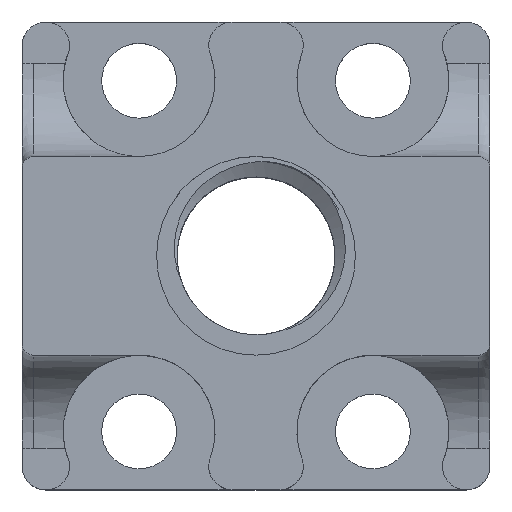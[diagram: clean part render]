
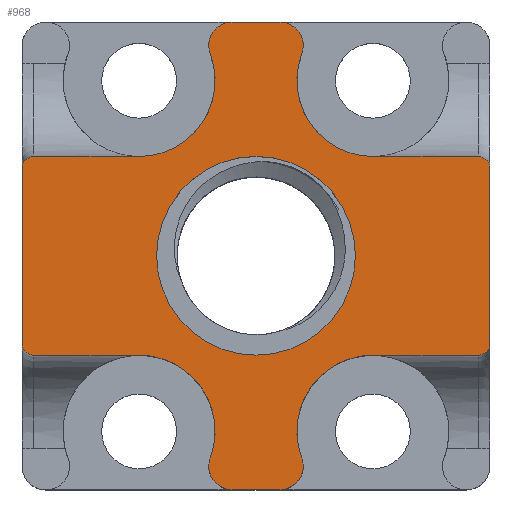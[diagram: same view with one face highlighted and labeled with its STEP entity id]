
A CAD part, top view. The second image highlights one B-rep face of the part: STEP entity #968.
In plain terms, the highlighted planar face has unit normal (0, 0, 1).
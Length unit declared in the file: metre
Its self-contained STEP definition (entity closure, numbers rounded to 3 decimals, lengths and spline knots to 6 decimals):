
#61=CIRCLE('',#1038,0.00425);
#62=CIRCLE('',#1039,0.0005);
#63=CIRCLE('',#1040,0.00325);
#64=CIRCLE('',#1041,0.001);
#65=CIRCLE('',#1042,0.001);
#66=CIRCLE('',#1043,0.00325);
#67=CIRCLE('',#1044,0.0005);
#68=CIRCLE('',#1045,0.0005);
#69=CIRCLE('',#1046,0.00325);
#70=CIRCLE('',#1047,0.001);
#71=CIRCLE('',#1048,0.001);
#72=CIRCLE('',#1049,0.00325);
#73=CIRCLE('',#1050,0.0005);
#151=ORIENTED_EDGE('',*,*,#443,.F.);
#152=ORIENTED_EDGE('',*,*,#437,.F.);
#153=ORIENTED_EDGE('',*,*,#444,.T.);
#154=ORIENTED_EDGE('',*,*,#445,.F.);
#155=ORIENTED_EDGE('',*,*,#446,.T.);
#156=ORIENTED_EDGE('',*,*,#447,.T.);
#157=ORIENTED_EDGE('',*,*,#448,.F.);
#158=ORIENTED_EDGE('',*,*,#449,.T.);
#159=ORIENTED_EDGE('',*,*,#450,.T.);
#160=ORIENTED_EDGE('',*,*,#451,.T.);
#161=ORIENTED_EDGE('',*,*,#452,.T.);
#162=ORIENTED_EDGE('',*,*,#427,.T.);
#163=ORIENTED_EDGE('',*,*,#453,.T.);
#164=ORIENTED_EDGE('',*,*,#454,.F.);
#165=ORIENTED_EDGE('',*,*,#455,.T.);
#166=ORIENTED_EDGE('',*,*,#456,.T.);
#167=ORIENTED_EDGE('',*,*,#457,.T.);
#168=ORIENTED_EDGE('',*,*,#458,.T.);
#169=ORIENTED_EDGE('',*,*,#459,.T.);
#170=ORIENTED_EDGE('',*,*,#460,.T.);
#171=ORIENTED_EDGE('',*,*,#461,.T.);
#427=EDGE_CURVE('',#573,#574,#675,.T.);
#437=EDGE_CURVE('',#583,#584,#682,.T.);
#443=EDGE_CURVE('',#589,#589,#61,.T.);
#444=EDGE_CURVE('',#583,#590,#62,.T.);
#445=EDGE_CURVE('',#591,#590,#687,.T.);
#446=EDGE_CURVE('',#591,#592,#63,.T.);
#447=EDGE_CURVE('',#592,#593,#64,.T.);
#448=EDGE_CURVE('',#594,#593,#688,.T.);
#449=EDGE_CURVE('',#594,#595,#65,.T.);
#450=EDGE_CURVE('',#595,#596,#66,.T.);
#451=EDGE_CURVE('',#596,#597,#689,.T.);
#452=EDGE_CURVE('',#597,#573,#67,.T.);
#453=EDGE_CURVE('',#574,#598,#68,.T.);
#454=EDGE_CURVE('',#599,#598,#690,.T.);
#455=EDGE_CURVE('',#599,#600,#69,.T.);
#456=EDGE_CURVE('',#600,#601,#70,.T.);
#457=EDGE_CURVE('',#601,#602,#691,.T.);
#458=EDGE_CURVE('',#602,#603,#71,.T.);
#459=EDGE_CURVE('',#603,#604,#72,.T.);
#460=EDGE_CURVE('',#604,#605,#692,.T.);
#461=EDGE_CURVE('',#605,#584,#73,.T.);
#573=VERTEX_POINT('',#1463);
#574=VERTEX_POINT('',#1464);
#583=VERTEX_POINT('',#1498);
#584=VERTEX_POINT('',#1500);
#589=VERTEX_POINT('',#1517);
#590=VERTEX_POINT('',#1519);
#591=VERTEX_POINT('',#1521);
#592=VERTEX_POINT('',#1523);
#593=VERTEX_POINT('',#1525);
#594=VERTEX_POINT('',#1527);
#595=VERTEX_POINT('',#1529);
#596=VERTEX_POINT('',#1531);
#597=VERTEX_POINT('',#1533);
#598=VERTEX_POINT('',#1536);
#599=VERTEX_POINT('',#1538);
#600=VERTEX_POINT('',#1540);
#601=VERTEX_POINT('',#1542);
#602=VERTEX_POINT('',#1544);
#603=VERTEX_POINT('',#1546);
#604=VERTEX_POINT('',#1548);
#605=VERTEX_POINT('',#1550);
#675=LINE('',#1462,#735);
#682=LINE('',#1499,#742);
#687=LINE('',#1520,#747);
#688=LINE('',#1526,#748);
#689=LINE('',#1532,#749);
#690=LINE('',#1537,#750);
#691=LINE('',#1543,#751);
#692=LINE('',#1549,#752);
#735=VECTOR('',#1160,1.);
#742=VECTOR('',#1169,1.);
#747=VECTOR('',#1180,1.);
#748=VECTOR('',#1185,1.);
#749=VECTOR('',#1190,1.);
#750=VECTOR('',#1195,1.);
#751=VECTOR('',#1200,1.);
#752=VECTOR('',#1205,1.);
#797=EDGE_LOOP('',(#151));
#798=EDGE_LOOP('',(#152,#153,#154,#155,#156,#157,#158,#159,#160,#161,#162,
#163,#164,#165,#166,#167,#168,#169,#170,#171));
#873=FACE_BOUND('',#797,.T.);
#874=FACE_BOUND('',#798,.T.);
#949=PLANE('',#1037);
#968=ADVANCED_FACE('',(#873,#874),#949,.T.);
#1037=AXIS2_PLACEMENT_3D('',#1515,#1174,#1175);
#1038=AXIS2_PLACEMENT_3D('',#1516,#1176,#1177);
#1039=AXIS2_PLACEMENT_3D('',#1518,#1178,#1179);
#1040=AXIS2_PLACEMENT_3D('',#1522,#1181,#1182);
#1041=AXIS2_PLACEMENT_3D('',#1524,#1183,#1184);
#1042=AXIS2_PLACEMENT_3D('',#1528,#1186,#1187);
#1043=AXIS2_PLACEMENT_3D('',#1530,#1188,#1189);
#1044=AXIS2_PLACEMENT_3D('',#1534,#1191,#1192);
#1045=AXIS2_PLACEMENT_3D('',#1535,#1193,#1194);
#1046=AXIS2_PLACEMENT_3D('',#1539,#1196,#1197);
#1047=AXIS2_PLACEMENT_3D('',#1541,#1198,#1199);
#1048=AXIS2_PLACEMENT_3D('',#1545,#1201,#1202);
#1049=AXIS2_PLACEMENT_3D('',#1547,#1203,#1204);
#1050=AXIS2_PLACEMENT_3D('',#1551,#1206,#1207);
#1160=DIRECTION('',(0.,-1.,0.));
#1169=DIRECTION('',(0.,-1.,0.));
#1174=DIRECTION('',(0.,0.,1.));
#1175=DIRECTION('',(1.,0.,0.));
#1176=DIRECTION('',(0.,0.,1.));
#1177=DIRECTION('',(1.,0.,0.));
#1178=DIRECTION('',(0.,0.,1.));
#1179=DIRECTION('',(1.,0.,0.));
#1180=DIRECTION('',(1.,0.,0.));
#1181=DIRECTION('',(0.,0.,-1.));
#1182=DIRECTION('',(-1.,0.,0.));
#1183=DIRECTION('',(0.,0.,1.));
#1184=DIRECTION('',(1.,0.,0.));
#1185=DIRECTION('',(1.,0.,0.));
#1186=DIRECTION('',(0.,0.,1.));
#1187=DIRECTION('',(1.,0.,0.));
#1188=DIRECTION('',(0.,0.,-1.));
#1189=DIRECTION('',(-1.,0.,0.));
#1190=DIRECTION('',(-1.,0.,0.));
#1191=DIRECTION('',(0.,0.,1.));
#1192=DIRECTION('',(1.,0.,0.));
#1193=DIRECTION('',(0.,0.,1.));
#1194=DIRECTION('',(1.,0.,0.));
#1195=DIRECTION('',(-1.,0.,0.));
#1196=DIRECTION('',(0.,0.,-1.));
#1197=DIRECTION('',(-1.,0.,0.));
#1198=DIRECTION('',(0.,0.,1.));
#1199=DIRECTION('',(1.,0.,0.));
#1200=DIRECTION('',(1.,0.,0.));
#1201=DIRECTION('',(0.,0.,1.));
#1202=DIRECTION('',(1.,0.,0.));
#1203=DIRECTION('',(0.,0.,-1.));
#1204=DIRECTION('',(-1.,0.,0.));
#1205=DIRECTION('',(1.,0.,0.));
#1206=DIRECTION('',(0.,0.,1.));
#1207=DIRECTION('',(1.,0.,0.));
#1462=CARTESIAN_POINT('',(-0.008204,-0.01092,0.01));
#1463=CARTESIAN_POINT('',(-0.008204,-0.00717,0.01));
#1464=CARTESIAN_POINT('',(-0.008204,-0.01467,0.01));
#1498=CARTESIAN_POINT('',(0.011796,-0.00717,0.01));
#1499=CARTESIAN_POINT('',(0.011796,-0.01092,0.01));
#1500=CARTESIAN_POINT('',(0.011796,-0.01467,0.01));
#1515=CARTESIAN_POINT('',(0.001796,-0.01092,0.01));
#1516=CARTESIAN_POINT('',(0.001796,-0.01092,0.01));
#1517=CARTESIAN_POINT('',(0.006046,-0.01092,0.01));
#1518=CARTESIAN_POINT('',(0.011296,-0.00717,0.01));
#1519=CARTESIAN_POINT('',(0.011296,-0.00667,0.01));
#1520=CARTESIAN_POINT('',(0.010649,-0.00667,0.01));
#1521=CARTESIAN_POINT('',(0.006796,-0.00667,0.01));
#1522=CARTESIAN_POINT('',(0.006796,-0.00342,0.01));
#1523=CARTESIAN_POINT('',(0.003755,-0.002273,0.01));
#1524=CARTESIAN_POINT('',(0.002819,-0.00192,0.01));
#1525=CARTESIAN_POINT('',(0.002819,-0.00092,0.01));
#1526=CARTESIAN_POINT('',(0.001796,-0.00092,0.01));
#1527=CARTESIAN_POINT('',(0.000772,-0.00092,0.01));
#1528=CARTESIAN_POINT('',(0.000772,-0.00192,0.01));
#1529=CARTESIAN_POINT('',(-0.000164,-0.002273,0.01));
#1530=CARTESIAN_POINT('',(-0.003204,-0.00342,0.01));
#1531=CARTESIAN_POINT('',(-0.003204,-0.00667,0.01));
#1532=CARTESIAN_POINT('',(-0.007249,-0.00667,0.01));
#1533=CARTESIAN_POINT('',(-0.007704,-0.00667,0.01));
#1534=CARTESIAN_POINT('',(-0.007704,-0.00717,0.01));
#1535=CARTESIAN_POINT('',(-0.007704,-0.01467,0.01));
#1536=CARTESIAN_POINT('',(-0.007704,-0.01517,0.01));
#1537=CARTESIAN_POINT('',(-0.006674,-0.01517,0.01));
#1538=CARTESIAN_POINT('',(-0.003204,-0.01517,0.01));
#1539=CARTESIAN_POINT('',(-0.003204,-0.01842,0.01));
#1540=CARTESIAN_POINT('',(-0.000164,-0.019567,0.01));
#1541=CARTESIAN_POINT('',(0.000772,-0.01992,0.01));
#1542=CARTESIAN_POINT('',(0.000772,-0.02092,0.01));
#1543=CARTESIAN_POINT('',(0.001796,-0.02092,0.01));
#1544=CARTESIAN_POINT('',(0.002819,-0.02092,0.01));
#1545=CARTESIAN_POINT('',(0.002819,-0.01992,0.01));
#1546=CARTESIAN_POINT('',(0.003755,-0.019567,0.01));
#1547=CARTESIAN_POINT('',(0.006796,-0.01842,0.01));
#1548=CARTESIAN_POINT('',(0.006796,-0.01517,0.01));
#1549=CARTESIAN_POINT('',(0.010361,-0.01517,0.01));
#1550=CARTESIAN_POINT('',(0.011296,-0.01517,0.01));
#1551=CARTESIAN_POINT('',(0.011296,-0.01467,0.01));
